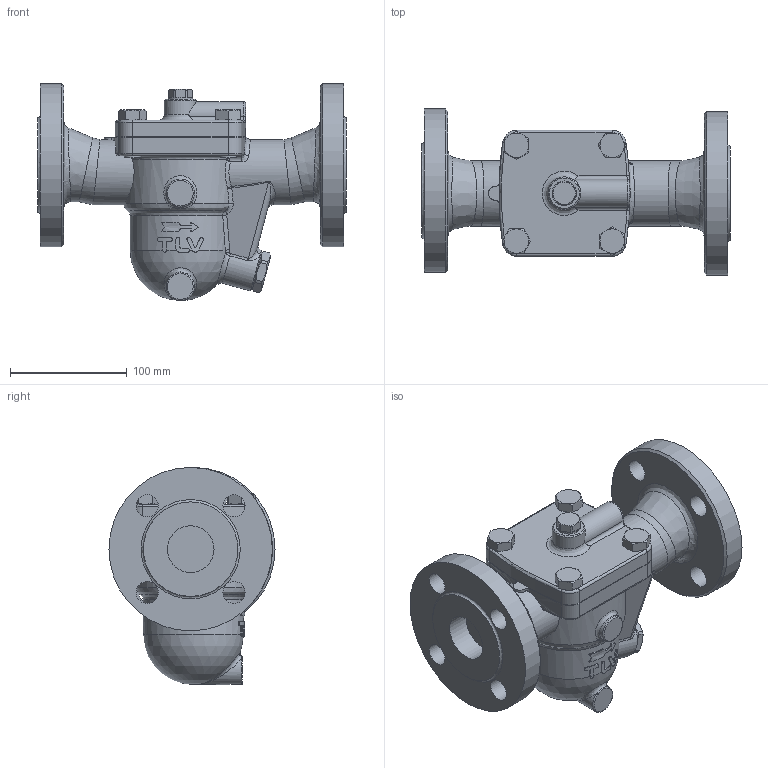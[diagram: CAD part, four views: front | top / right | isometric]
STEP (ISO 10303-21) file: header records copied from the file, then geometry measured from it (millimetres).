
FILE_DESCRIPTION((''),'2;1');
FILE_NAME('j5x00-040-jis20-00.stp','2010-09-28T11:59:11',('nakaot'),(''),'Autodesk Inventor 2008','Autodesk Inventor 2008','');
FILE_SCHEMA(('AUTOMOTIVE_DESIGN { 1 0 10303 214 1 1 1 1 }'));
Length unit declared in the file: millimetre
Products named in the file (1): j5x00-040-jis20-00
Bounding box: 264 x 142.3 x 186 mm (x, y, z)
Volume: 2062986.2 mm3; surface area: 192408.3 mm2
Topology: 1 solids, 4 shells, 348 faces, 847 edges, 516 vertices
Faces by surface type: plane 103, bspline 85, cylinder 76, cone 66, torus 17, sphere 1
Full cylindrical faces by diameter (mm): 14 x8, 21 x1, 24 x1, 28 x1, 36 x1, 40 x2, 56 x4, 77 x1, 140 x2
Entity records: 21884 total; most frequent: CARTESIAN_POINT 14717, ORIENTED_EDGE 1540, DIRECTION 1376, EDGE_CURVE 770, AXIS2_PLACEMENT_3D 613, VERTEX_POINT 492, EDGE_LOOP 436, FACE_OUTER_BOUND 348
